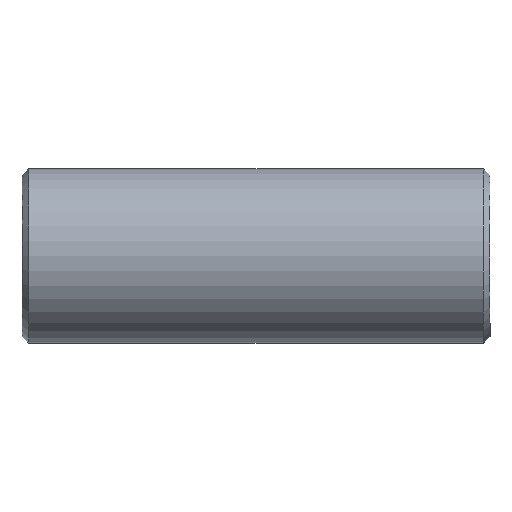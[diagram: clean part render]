
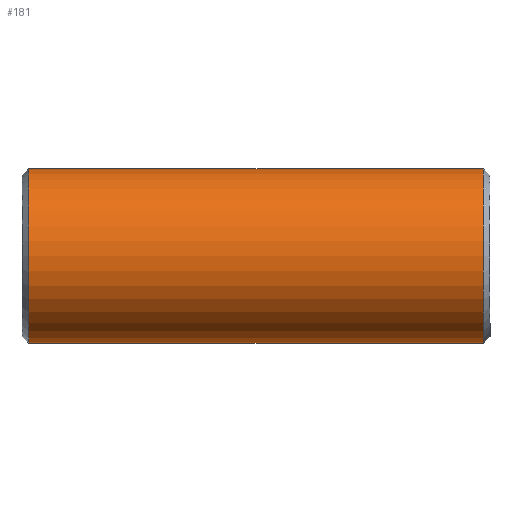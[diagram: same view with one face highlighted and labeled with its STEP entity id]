
A CAD part, top view. The second image highlights one B-rep face of the part: STEP entity #181.
In plain terms, the highlighted cylindrical face has radius 12.49 mm (diameter 24.98 mm), a partial arc.
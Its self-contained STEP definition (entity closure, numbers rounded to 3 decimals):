
#6 = EDGE_CURVE ( 'NONE', #63, #332, #90, .T. ) ;
#15 = VERTEX_POINT ( 'NONE', #234 ) ;
#21 = EDGE_CURVE ( 'NONE', #314, #63, #205, .T. ) ;
#22 = DIRECTION ( 'NONE',  ( 1., 0., 0. ) ) ;
#27 = VECTOR ( 'NONE', #42, 1000. ) ;
#42 = DIRECTION ( 'NONE',  ( 1., 0., 0. ) ) ;
#45 = LINE ( 'NONE', #148, #296 ) ;
#53 = EDGE_CURVE ( 'NONE', #15, #332, #45, .T. ) ;
#56 = CARTESIAN_POINT ( 'NONE',  ( 32.5, 12.49, 0. ) ) ;
#63 = VERTEX_POINT ( 'NONE', #183 ) ;
#65 = ORIENTED_EDGE ( 'NONE', *, *, #230, .T. ) ;
#76 = DIRECTION ( 'NONE',  ( 0., 1., 0. ) ) ;
#89 = CARTESIAN_POINT ( 'NONE',  ( -33.5, -12.49, 0. ) ) ;
#90 = CIRCLE ( 'NONE', #207, 12.49 ) ;
#93 = DIRECTION ( 'NONE',  ( -1., 0., 0. ) ) ;
#98 = CARTESIAN_POINT ( 'NONE',  ( -33.5, 0., 0. ) ) ;
#105 = CIRCLE ( 'NONE', #112, 12.49 ) ;
#112 = AXIS2_PLACEMENT_3D ( 'NONE', #262, #346, #237 ) ;
#143 = ORIENTED_EDGE ( 'NONE', *, *, #21, .T. ) ;
#148 = CARTESIAN_POINT ( 'NONE',  ( -33.5, 12.49, 0. ) ) ;
#181 = ADVANCED_FACE ( 'NONE', ( #263 ), #184, .T. ) ;
#183 = CARTESIAN_POINT ( 'NONE',  ( 32.5, -12.49, 0. ) ) ;
#184 = CYLINDRICAL_SURFACE ( 'NONE', #342, 12.49 ) ;
#205 = LINE ( 'NONE', #89, #27 ) ;
#207 = AXIS2_PLACEMENT_3D ( 'NONE', #255, #93, #289 ) ;
#230 = EDGE_CURVE ( 'NONE', #15, #314, #105, .T. ) ;
#234 = CARTESIAN_POINT ( 'NONE',  ( -32.5, 12.49, 0. ) ) ;
#237 = DIRECTION ( 'NONE',  ( 0., -1., 0. ) ) ;
#255 = CARTESIAN_POINT ( 'NONE',  ( 32.5, 0., 0. ) ) ;
#257 = EDGE_LOOP ( 'NONE', ( #65, #143, #339, #281 ) ) ;
#262 = CARTESIAN_POINT ( 'NONE',  ( -32.5, 0., 0. ) ) ;
#263 = FACE_OUTER_BOUND ( 'NONE', #257, .T. ) ;
#274 = CARTESIAN_POINT ( 'NONE',  ( -32.5, -12.49, 0. ) ) ;
#281 = ORIENTED_EDGE ( 'NONE', *, *, #53, .F. ) ;
#289 = DIRECTION ( 'NONE',  ( 0., -1., 0. ) ) ;
#293 = DIRECTION ( 'NONE',  ( 1., 0., 0. ) ) ;
#296 = VECTOR ( 'NONE', #293, 1000. ) ;
#314 = VERTEX_POINT ( 'NONE', #274 ) ;
#332 = VERTEX_POINT ( 'NONE', #56 ) ;
#339 = ORIENTED_EDGE ( 'NONE', *, *, #6, .T. ) ;
#342 = AXIS2_PLACEMENT_3D ( 'NONE', #98, #22, #76 ) ;
#346 = DIRECTION ( 'NONE',  ( 1., 0., 0. ) ) ;
